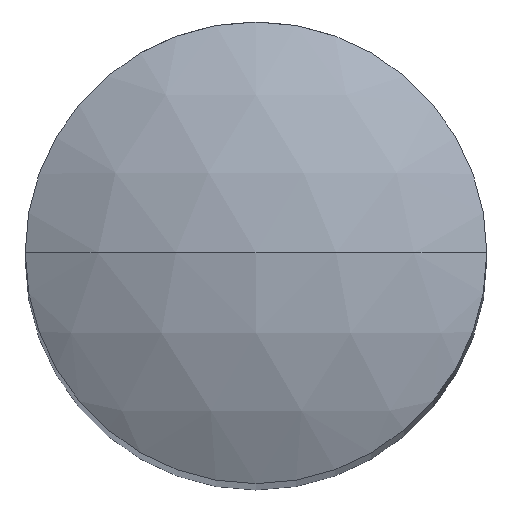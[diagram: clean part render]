
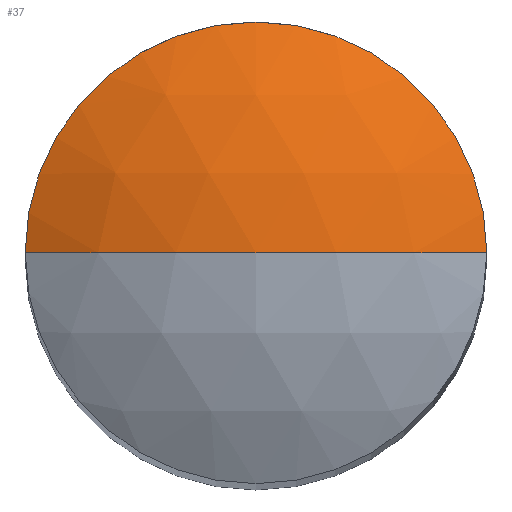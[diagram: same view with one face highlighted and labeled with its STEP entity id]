
A CAD part, top view. The second image highlights one B-rep face of the part: STEP entity #37.
In plain terms, the highlighted spherical face has radius 3 mm.
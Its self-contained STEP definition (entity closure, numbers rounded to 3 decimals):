
#3 = AXIS2_PLACEMENT_3D ( 'NONE', #36, #819, #11 ) ;
#7 = DIRECTION ( 'NONE',  ( 1., 0., 0. ) ) ;
#11 = DIRECTION ( 'NONE',  ( 1., 0., 0. ) ) ;
#35 = EDGE_CURVE ( 'NONE', #767, #633, #517, .T. ) ;
#36 = CARTESIAN_POINT ( 'NONE',  ( 0., 0., 9.5 ) ) ;
#37 = ADVANCED_FACE ( 'NONE', ( #198 ), #829, .T. ) ;
#46 = EDGE_CURVE ( 'NONE', #767, #765, #175, .T. ) ;
#52 = DIRECTION ( 'NONE',  ( 0., -1., 0. ) ) ;
#55 = CIRCLE ( 'NONE', #798, 1.5 ) ;
#104 = CARTESIAN_POINT ( 'NONE',  ( -1.5, 0., 12.098 ) ) ;
#122 = AXIS2_PLACEMENT_3D ( 'NONE', #201, #52, #7 ) ;
#135 = EDGE_CURVE ( 'NONE', #633, #765, #55, .T. ) ;
#175 = CIRCLE ( 'NONE', #662, 3. ) ;
#198 = FACE_OUTER_BOUND ( 'NONE', #690, .T. ) ;
#201 = CARTESIAN_POINT ( 'NONE',  ( 0., 0., 9.5 ) ) ;
#241 = DIRECTION ( 'NONE',  ( -1., 0., 0. ) ) ;
#244 = DIRECTION ( 'NONE',  ( 0., 0., -1. ) ) ;
#246 = CARTESIAN_POINT ( 'NONE',  ( 0., 0., 12.098 ) ) ;
#254 = CARTESIAN_POINT ( 'NONE',  ( 0., 0., 12.5 ) ) ;
#490 = ORIENTED_EDGE ( 'NONE', *, *, #135, .F. ) ;
#517 = CIRCLE ( 'NONE', #3, 3. ) ;
#518 = ORIENTED_EDGE ( 'NONE', *, *, #46, .T. ) ;
#633 = VERTEX_POINT ( 'NONE', #104 ) ;
#638 = CARTESIAN_POINT ( 'NONE',  ( 1.5, 0., 12.098 ) ) ;
#662 = AXIS2_PLACEMENT_3D ( 'NONE', #759, #758, #755 ) ;
#690 = EDGE_LOOP ( 'NONE', ( #815, #518, #490 ) ) ;
#755 = DIRECTION ( 'NONE',  ( 0., 0., 1. ) ) ;
#758 = DIRECTION ( 'NONE',  ( 0., 1., 0. ) ) ;
#759 = CARTESIAN_POINT ( 'NONE',  ( 0., 0., 9.5 ) ) ;
#765 = VERTEX_POINT ( 'NONE', #638 ) ;
#767 = VERTEX_POINT ( 'NONE', #254 ) ;
#798 = AXIS2_PLACEMENT_3D ( 'NONE', #246, #244, #241 ) ;
#815 = ORIENTED_EDGE ( 'NONE', *, *, #35, .F. ) ;
#819 = DIRECTION ( 'NONE',  ( 0., -1., 0. ) ) ;
#829 = SPHERICAL_SURFACE ( 'NONE', #122, 3. ) ;
